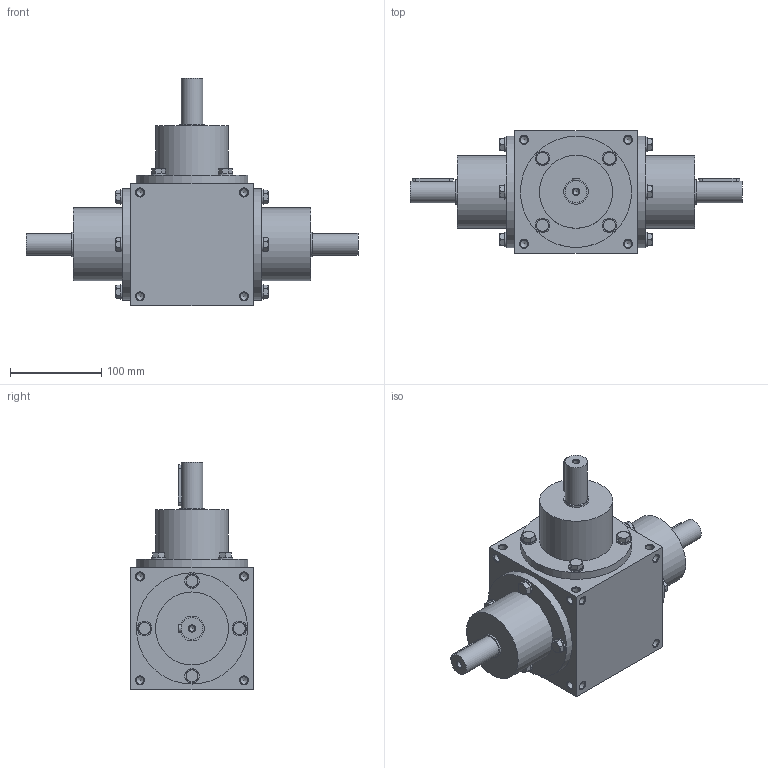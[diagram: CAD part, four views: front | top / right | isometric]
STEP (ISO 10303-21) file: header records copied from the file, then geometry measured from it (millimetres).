
FILE_DESCRIPTION(/* description */ ('STEP AP203'),/* implementation_level */ '2;1');
FILE_NAME(/* name */ 'RX134_S8_R.1_1',/* time_stamp */ '2022-12-01T13:34:37+01:00',/* author */ ('License CC BY-ND 4.0'),/* organization */ ('CADENAS'),/* preprocessor_version */ 'ST-DEVELOPER v18.102',/* originating_system */ 'PARTsolutions',/* authorisation */ ' ');
FILE_SCHEMA (('CONFIG_CONTROL_DESIGN'));
Length unit declared in the file: millimetre
Products named in the file (4): RX134_S8_R.1/1; RC134-shaft; RC_RR134-screw; RX1348-case
Assembly tree (16 placements, depth 2):
  RX134_S8_R.1/1
    RC134-shaft  x3
    RC_RR134-screw  x12
    RX1348-case
Bounding box: 364 x 134 x 249 mm (x, y, z)
Volume: 3589871.2 mm3; surface area: 230898.7 mm2
Topology: 16 solids, 16 shells, 351 faces, 854 edges, 530 vertices
Faces by surface type: plane 141, cone 126, cylinder 84
Full cylindrical faces by diameter (mm): 6.647 x3, 8.376 x48, 16 x12, 24 x3, 27 x6, 80 x3, 122 x3
Entity records: 4124 total; most frequent: DIRECTION 770, CARTESIAN_POINT 689, ORIENTED_EDGE 498, AXIS2_PLACEMENT_3D 369, FACE_BOUND 297, EDGE_LOOP 272, EDGE_CURVE 249, VERTEX_POINT 222
